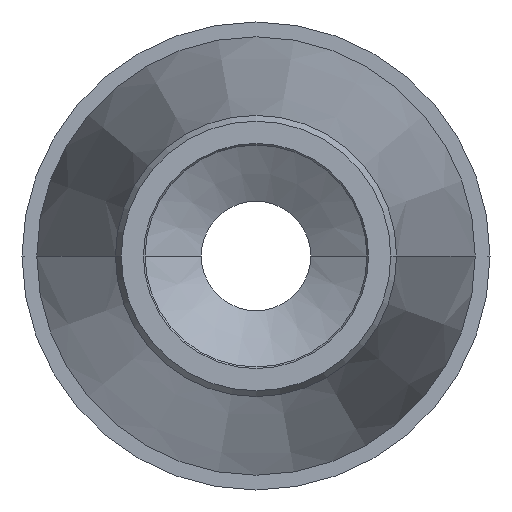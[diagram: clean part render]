
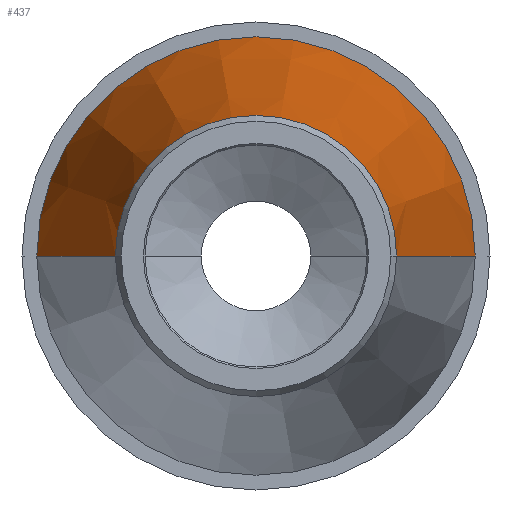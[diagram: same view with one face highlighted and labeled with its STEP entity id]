
A CAD part, left-side view. The second image highlights one B-rep face of the part: STEP entity #437.
In plain terms, the highlighted conical face has half-angle 8.001 degrees and reference radius 6.566 mm.
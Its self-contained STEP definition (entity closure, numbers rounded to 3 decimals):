
#67=CARTESIAN_POINT('',(-27.1,0.,0.));
#68=DIRECTION('',(1.,0.,0.));
#69=DIRECTION('',(0.,1.,0.));
#70=AXIS2_PLACEMENT_3D('',#67,#68,#69);
#72=CARTESIAN_POINT('',(-6.7,0.,0.));
#73=DIRECTION('',(1.,0.,0.));
#74=DIRECTION('',(0.,1.,0.));
#75=AXIS2_PLACEMENT_3D('',#72,#73,#74);
#100=DIRECTION('',(-0.99,0.139,0.));
#101=VECTOR('',#100,20.601);
#102=CARTESIAN_POINT('',(-6.7,-8.,0.));
#103=LINE('',#102,#101);
#109=DIRECTION('',(-0.99,-0.139,0.));
#110=VECTOR('',#109,20.601);
#111=CARTESIAN_POINT('',(-6.7,8.,0.));
#112=LINE('',#111,#110);
#277=CARTESIAN_POINT('',(-27.1,5.133,0.));
#278=CARTESIAN_POINT('',(-27.1,-5.133,0.));
#279=VERTEX_POINT('',#277);
#280=VERTEX_POINT('',#278);
#305=CARTESIAN_POINT('',(-6.7,8.,0.));
#306=CARTESIAN_POINT('',(-6.7,-8.,0.));
#307=VERTEX_POINT('',#305);
#308=VERTEX_POINT('',#306);
#423=CARTESIAN_POINT('',(-16.9,0.,0.));
#424=DIRECTION('',(1.,0.,0.));
#425=DIRECTION('',(0.,-1.,0.));
#426=AXIS2_PLACEMENT_3D('',#423,#424,#425);
#427=CONICAL_SURFACE('',#426,6.566,8.001);
#429=ORIENTED_EDGE('',*,*,#428,.F.);
#431=ORIENTED_EDGE('',*,*,#430,.F.);
#432=ORIENTED_EDGE('',*,*,#412,.T.);
#434=ORIENTED_EDGE('',*,*,#433,.T.);
#435=EDGE_LOOP('',(#429,#431,#432,#434));
#436=FACE_OUTER_BOUND('',#435,.F.);
#437=ADVANCED_FACE('',(#436),#427,.T.);
#71=CIRCLE('',#70,5.133);
#76=CIRCLE('',#75,8.);
#412=EDGE_CURVE('',#307,#308,#76,.T.);
#428=EDGE_CURVE('',#279,#280,#71,.T.);
#430=EDGE_CURVE('',#307,#279,#112,.T.);
#433=EDGE_CURVE('',#308,#280,#103,.T.);
